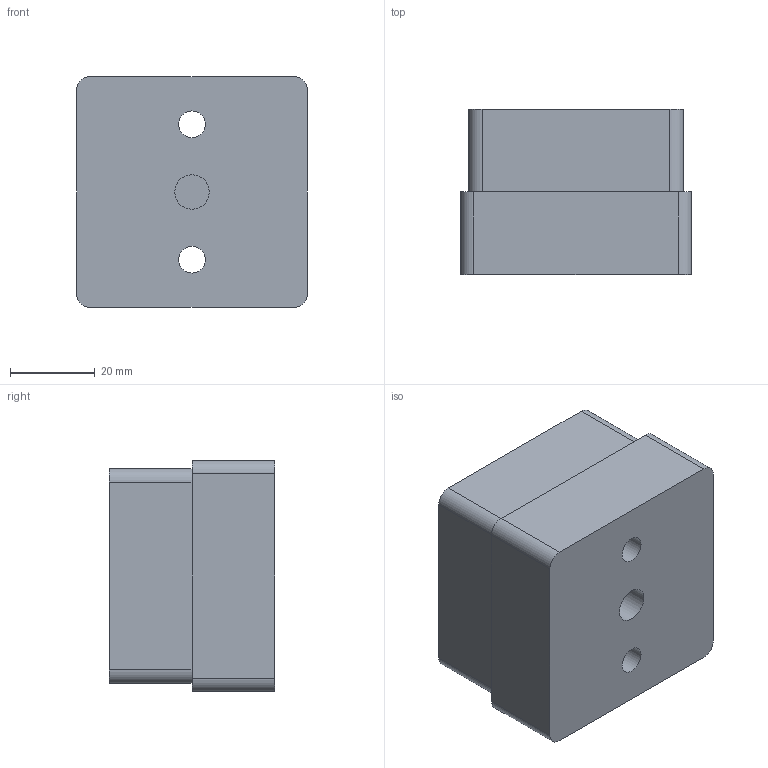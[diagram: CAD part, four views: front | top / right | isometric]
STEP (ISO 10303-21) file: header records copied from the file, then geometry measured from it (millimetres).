
FILE_DESCRIPTION(/* description */ (''),/* implementation_level */ '2;1');
FILE_NAME(/* name */ 'MiniTour-A1.step',/* time_stamp */ '2018-06-25T08:58:52+02:00',/* author */ ('vincentEV2XK'),/* organization */ (''),/* preprocessor_version */ 'ST-DEVELOPER v17',/* originating_system */ 'Autodesk Translation Framework v7.1.0.215',/* authorisation */ '');
FILE_SCHEMA (('AUTOMOTIVE_DESIGN { 1 0 10303 214 3 1 1 }'));
Length unit declared in the file: millimetre
Products named in the file (1): ML-710-05 v1
Bounding box: 54.61 x 39.12 x 54.61 mm (x, y, z)
Volume: 99551 mm3; surface area: 17743.2 mm2
Topology: 1 solids, 1 shells, 60 faces, 163 edges, 109 vertices
Faces by surface type: cylinder 42, plane 15, bspline 2, cone 1
Full cylindrical faces by diameter (mm): 6.35 x2, 8.128 x1, 8.526 x14, 10.198 x13, 11.176 x2
Entity records: 5125 total; most frequent: CARTESIAN_POINT 3670, ORIENTED_EDGE 324, DIRECTION 254, EDGE_CURVE 162, VERTEX_POINT 109, AXIS2_PLACEMENT_3D 94, EDGE_LOOP 69, LINE 66
